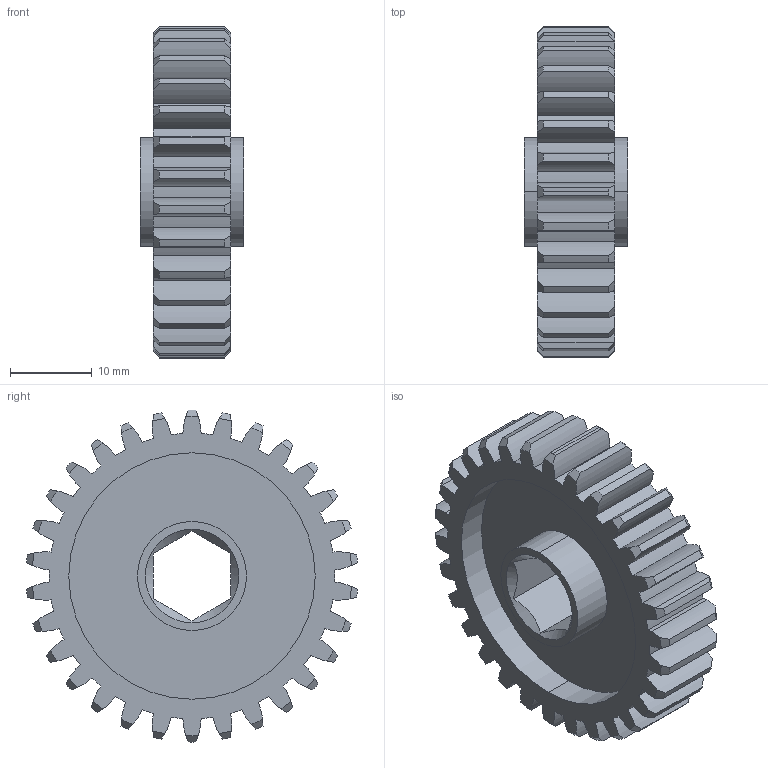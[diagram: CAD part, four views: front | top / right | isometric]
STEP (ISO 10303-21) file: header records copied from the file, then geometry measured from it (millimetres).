
FILE_DESCRIPTION (( 'STEP AP203' ), '1' );
FILE_NAME ('am-3536 30T 20DP 375hex 375 FW.STEP', '2022-06-22T19:31:12', ( '' ), ( '' ), 'SwSTEP 2.0', 'SolidWorks 2021', '' );
FILE_SCHEMA (( 'CONFIG_CONTROL_DESIGN' ));
Length unit declared in the file: inch
Products named in the file (1): am-3536 30T 20DP 375hex 375 FW
Bounding box: 12.7 x 40.51 x 40.64 mm (x, y, z)
Volume: 5984.1 mm3; surface area: 5864.3 mm2
Topology: 1 solids, 1 shells, 209 faces, 605 edges, 402 vertices
Faces by surface type: cylinder 133, cone 64, plane 12
Entity records: 7360 total; most frequent: CARTESIAN_POINT 1713, DIRECTION 1215, ORIENTED_EDGE 1210, EDGE_CURVE 605, AXIS2_PLACEMENT_3D 536, VERTEX_POINT 402, CIRCLE 326, EDGE_LOOP 215
